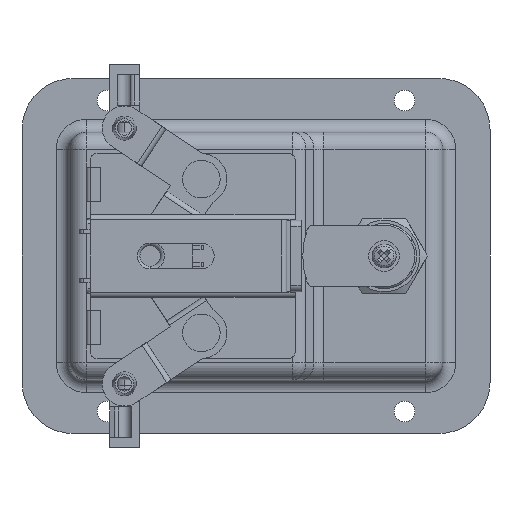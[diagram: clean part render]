
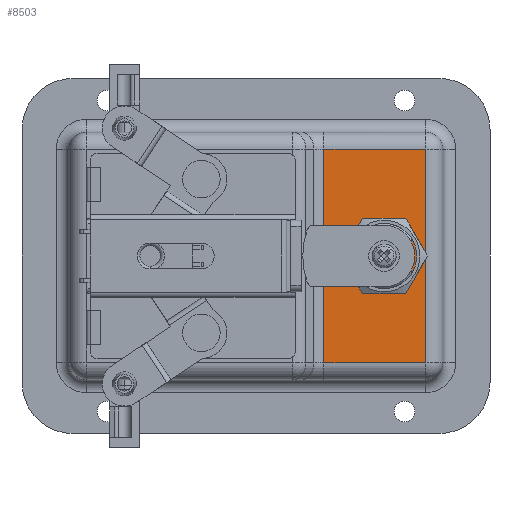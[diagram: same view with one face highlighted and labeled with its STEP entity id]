
A CAD part, front view. The second image highlights one B-rep face of the part: STEP entity #8503.
In plain terms, the highlighted planar face has unit normal (0, -1, 0).
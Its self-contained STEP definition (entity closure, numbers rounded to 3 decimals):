
#42 = LINE ( 'NONE', #1492, #4951 ) ;
#483 = EDGE_CURVE ( 'NONE', #15268, #12547, #17605, .T. ) ;
#695 = CIRCLE ( 'NONE', #19115, 9.75 ) ;
#1014 = EDGE_CURVE ( 'NONE', #1036, #9343, #12950, .T. ) ;
#1036 = VERTEX_POINT ( 'NONE', #17974 ) ;
#1492 = CARTESIAN_POINT ( 'NONE',  ( 49.7, -13.5, -31.2 ) ) ;
#1610 = ORIENTED_EDGE ( 'NONE', *, *, #16442, .T. ) ;
#1985 = CARTESIAN_POINT ( 'NONE',  ( 49.7, -13.5, -31.2 ) ) ;
#3073 = CARTESIAN_POINT ( 'NONE',  ( 19.88, -13.5, -31.2 ) ) ;
#3530 = EDGE_LOOP ( 'NONE', ( #3992, #16600, #15337, #6876, #8887 ) ) ;
#3816 = ORIENTED_EDGE ( 'NONE', *, *, #14050, .F. ) ;
#3956 = VECTOR ( 'NONE', #4516, 1000. ) ;
#3972 = CARTESIAN_POINT ( 'NONE',  ( 19.88, -13.5, 36.2 ) ) ;
#3992 = ORIENTED_EDGE ( 'NONE', *, *, #9936, .T. ) ;
#4123 = EDGE_CURVE ( 'NONE', #9343, #20176, #6363, .T. ) ;
#4516 = DIRECTION ( 'NONE',  ( 0., 0., -1. ) ) ;
#4951 = VECTOR ( 'NONE', #10429, 1000. ) ;
#5121 = CARTESIAN_POINT ( 'NONE',  ( 49.7, -13.5, 36.2 ) ) ;
#5474 = DIRECTION ( 'NONE',  ( 0., 1., 0. ) ) ;
#5778 = EDGE_LOOP ( 'NONE', ( #6648, #22462, #3816, #1610 ) ) ;
#6110 = CARTESIAN_POINT ( 'NONE',  ( 49.7, -13.5, 31.2 ) ) ;
#6136 = VECTOR ( 'NONE', #14591, 1000. ) ;
#6363 = CIRCLE ( 'NONE', #13436, 9.75 ) ;
#6426 = CARTESIAN_POINT ( 'NONE',  ( 45.5, -13.5, 36.2 ) ) ;
#6432 = CARTESIAN_POINT ( 'NONE',  ( 45.5, -13.5, -5.573 ) ) ;
#6522 = DIRECTION ( 'NONE',  ( 0., 0., 1. ) ) ;
#6648 = ORIENTED_EDGE ( 'NONE', *, *, #483, .T. ) ;
#6876 = ORIENTED_EDGE ( 'NONE', *, *, #21523, .T. ) ;
#6927 = CARTESIAN_POINT ( 'NONE',  ( 37.5, -13.5, 9.75 ) ) ;
#7792 = AXIS2_PLACEMENT_3D ( 'NONE', #19789, #9355, #16376 ) ;
#7970 = DIRECTION ( 'NONE',  ( 0., 0., 1. ) ) ;
#8262 = DIRECTION ( 'NONE',  ( -1., 0., 0. ) ) ;
#8503 = ADVANCED_FACE ( 'NONE', ( #17099, #12188 ), #15127, .F. ) ;
#8742 = VERTEX_POINT ( 'NONE', #1985 ) ;
#8887 = ORIENTED_EDGE ( 'NONE', *, *, #22250, .T. ) ;
#9343 = VERTEX_POINT ( 'NONE', #6927 ) ;
#9355 = DIRECTION ( 'NONE',  ( 0., 1., 0. ) ) ;
#9691 = AXIS2_PLACEMENT_3D ( 'NONE', #12980, #20373, #14660 ) ;
#9936 = EDGE_CURVE ( 'NONE', #18611, #1036, #14369, .T. ) ;
#9958 = CARTESIAN_POINT ( 'NONE',  ( 29.5, -13.5, 36.2 ) ) ;
#10080 = CARTESIAN_POINT ( 'NONE',  ( 19.88, -13.5, 31.2 ) ) ;
#10274 = VECTOR ( 'NONE', #6522, 1000. ) ;
#10429 = DIRECTION ( 'NONE',  ( 1., 0., 0. ) ) ;
#11394 = VECTOR ( 'NONE', #8262, 1000. ) ;
#12188 = FACE_OUTER_BOUND ( 'NONE', #5778, .T. ) ;
#12547 = VERTEX_POINT ( 'NONE', #3073 ) ;
#12950 = CIRCLE ( 'NONE', #7792, 9.75 ) ;
#12980 = CARTESIAN_POINT ( 'NONE',  ( 19.88, -13.5, 36.2 ) ) ;
#13436 = AXIS2_PLACEMENT_3D ( 'NONE', #14670, #19843, #7970 ) ;
#14050 = EDGE_CURVE ( 'NONE', #18725, #8742, #16958, .T. ) ;
#14109 = DIRECTION ( 'NONE',  ( 0., 0., 1. ) ) ;
#14219 = DIRECTION ( 'NONE',  ( 0., 0., -1. ) ) ;
#14369 = LINE ( 'NONE', #9958, #10274 ) ;
#14591 = DIRECTION ( 'NONE',  ( 0., 0., -1. ) ) ;
#14660 = DIRECTION ( 'NONE',  ( 0., 0., 1. ) ) ;
#14670 = CARTESIAN_POINT ( 'NONE',  ( 37.5, -13.5, 0. ) ) ;
#14725 = CARTESIAN_POINT ( 'NONE',  ( 45.5, -13.5, 5.573 ) ) ;
#15127 = PLANE ( 'NONE',  #9691 ) ;
#15268 = VERTEX_POINT ( 'NONE', #22556 ) ;
#15337 = ORIENTED_EDGE ( 'NONE', *, *, #4123, .T. ) ;
#15873 = VERTEX_POINT ( 'NONE', #6432 ) ;
#15938 = CARTESIAN_POINT ( 'NONE',  ( 37.5, -13.5, 0. ) ) ;
#16376 = DIRECTION ( 'NONE',  ( 0., 0., 1. ) ) ;
#16442 = EDGE_CURVE ( 'NONE', #18725, #15268, #18480, .T. ) ;
#16600 = ORIENTED_EDGE ( 'NONE', *, *, #1014, .T. ) ;
#16958 = LINE ( 'NONE', #5121, #18592 ) ;
#17099 = FACE_BOUND ( 'NONE', #3530, .T. ) ;
#17605 = LINE ( 'NONE', #3972, #6136 ) ;
#17687 = EDGE_CURVE ( 'NONE', #12547, #8742, #42, .T. ) ;
#17974 = CARTESIAN_POINT ( 'NONE',  ( 29.5, -13.5, 5.573 ) ) ;
#18093 = CARTESIAN_POINT ( 'NONE',  ( 29.5, -13.5, -5.573 ) ) ;
#18480 = LINE ( 'NONE', #10080, #11394 ) ;
#18592 = VECTOR ( 'NONE', #14219, 1000. ) ;
#18611 = VERTEX_POINT ( 'NONE', #18093 ) ;
#18725 = VERTEX_POINT ( 'NONE', #6110 ) ;
#19115 = AXIS2_PLACEMENT_3D ( 'NONE', #15938, #5474, #14109 ) ;
#19789 = CARTESIAN_POINT ( 'NONE',  ( 37.5, -13.5, 0. ) ) ;
#19843 = DIRECTION ( 'NONE',  ( 0., 1., 0. ) ) ;
#20176 = VERTEX_POINT ( 'NONE', #14725 ) ;
#20373 = DIRECTION ( 'NONE',  ( 0., 1., 0. ) ) ;
#21523 = EDGE_CURVE ( 'NONE', #20176, #15873, #22545, .T. ) ;
#22250 = EDGE_CURVE ( 'NONE', #15873, #18611, #695, .T. ) ;
#22462 = ORIENTED_EDGE ( 'NONE', *, *, #17687, .T. ) ;
#22545 = LINE ( 'NONE', #6426, #3956 ) ;
#22556 = CARTESIAN_POINT ( 'NONE',  ( 19.88, -13.5, 31.2 ) ) ;
